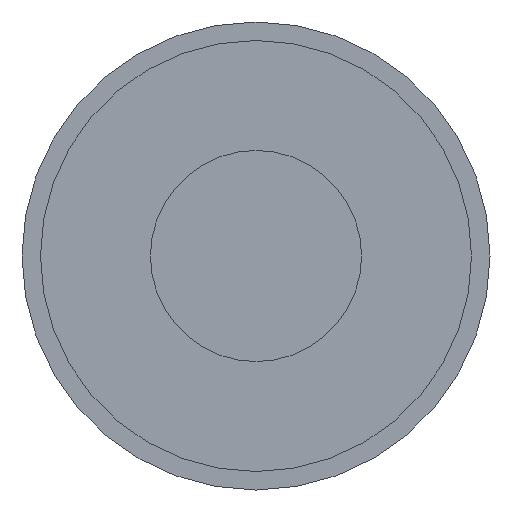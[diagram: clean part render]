
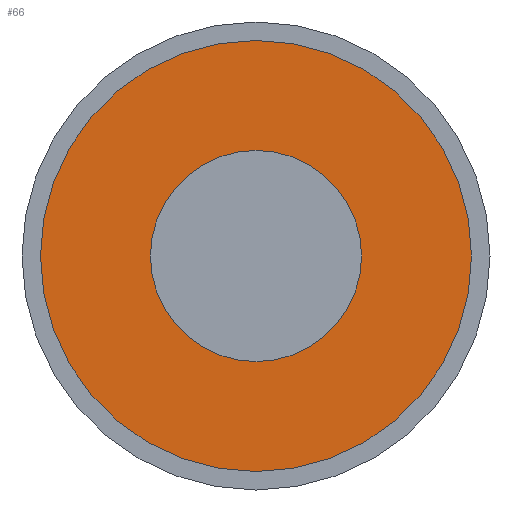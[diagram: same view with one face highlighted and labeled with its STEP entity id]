
A CAD part, left-side view. The second image highlights one B-rep face of the part: STEP entity #66.
In plain terms, the highlighted planar face has unit normal (-1, 0, 0).
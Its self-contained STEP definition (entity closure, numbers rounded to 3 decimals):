
#66=ADVANCED_FACE('',(#116,#117),#118,.T.);
#116=FACE_OUTER_BOUND('',#174,.T.);
#117=FACE_BOUND('',#175,.T.);
#118=PLANE('',#176);
#174=EDGE_LOOP('',(#333,#334));
#175=EDGE_LOOP('',(#335,#336));
#176=AXIS2_PLACEMENT_3D('',#337,#338,#339);
#333=ORIENTED_EDGE('',*,*,#384,.T.);
#334=ORIENTED_EDGE('',*,*,#420,.T.);
#335=ORIENTED_EDGE('',*,*,#422,.F.);
#336=ORIENTED_EDGE('',*,*,#374,.F.);
#337=CARTESIAN_POINT('',(-30.555,0.,0.0));
#338=DIRECTION('',(-1.0,0.,0.0));
#339=DIRECTION('',(0.,1.0,0.0));
#374=EDGE_CURVE('',#426,#429,#430,.T.);
#384=EDGE_CURVE('',#443,#447,#449,.T.);
#420=EDGE_CURVE('',#447,#443,#508,.T.);
#422=EDGE_CURVE('',#429,#426,#510,.T.);
#426=VERTEX_POINT('',#514);
#429=VERTEX_POINT('',#518);
#430=CIRCLE('',#519,3.0);
#443=VERTEX_POINT('',#535);
#447=VERTEX_POINT('',#540);
#449=CIRCLE('',#543,6.125);
#508=CIRCLE('',#612,6.125);
#510=CIRCLE('',#614,3.0);
#514=CARTESIAN_POINT('',(-30.555,3.0,0.));
#518=CARTESIAN_POINT('',(-30.555,-3.0,0.));
#519=AXIS2_PLACEMENT_3D('',#619,#620,#621);
#535=CARTESIAN_POINT('',(-30.555,6.125,0.0));
#540=CARTESIAN_POINT('',(-30.555,-6.125,0.));
#543=AXIS2_PLACEMENT_3D('',#639,#640,#641);
#612=AXIS2_PLACEMENT_3D('',#727,#728,#729);
#614=AXIS2_PLACEMENT_3D('',#733,#734,#735);
#619=CARTESIAN_POINT('',(-30.555,0.,0.0));
#620=DIRECTION('',(-1.0,0.,0.0));
#621=DIRECTION('',(0.,1.0,0.0));
#639=CARTESIAN_POINT('',(-30.555,0.,0.0));
#640=DIRECTION('',(-1.0,0.,0.0));
#641=DIRECTION('',(0.,1.0,0.0));
#727=CARTESIAN_POINT('',(-30.555,0.,0.0));
#728=DIRECTION('',(-1.0,0.,0.0));
#729=DIRECTION('',(0.,1.0,0.0));
#733=CARTESIAN_POINT('',(-30.555,0.,0.0));
#734=DIRECTION('',(-1.0,0.,0.0));
#735=DIRECTION('',(0.,1.0,0.0));
